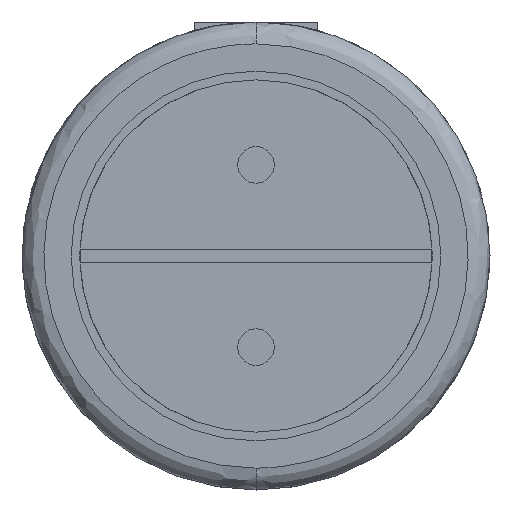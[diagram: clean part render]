
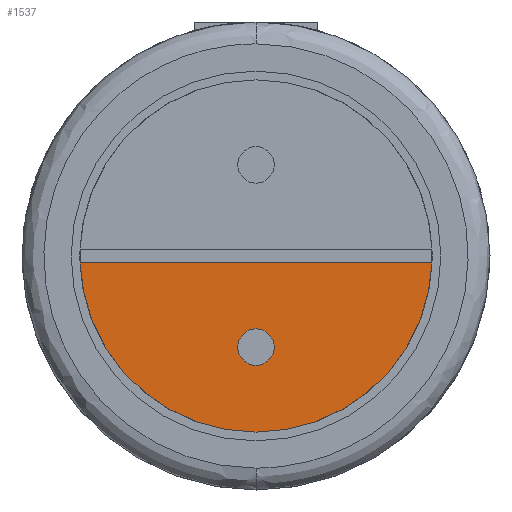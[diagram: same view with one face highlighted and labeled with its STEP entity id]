
A CAD part, front view. The second image highlights one B-rep face of the part: STEP entity #1537.
In plain terms, the highlighted planar face has unit normal (0, -1, 0).
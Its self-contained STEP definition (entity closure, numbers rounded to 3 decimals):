
#1 = VERTEX_POINT ( 'NONE', #3795 ) ;
#607 = CARTESIAN_POINT ( 'NONE',  ( 0., 0., 0. ) ) ;
#609 = DIRECTION ( 'NONE',  ( 0., 1., 0. ) ) ;
#610 = DIRECTION ( 'NONE',  ( 0., 0., 1. ) ) ;
#623 = CARTESIAN_POINT ( 'NONE',  ( 0., 0., 0. ) ) ;
#627 = DIRECTION ( 'NONE',  ( 0., 1., 0. ) ) ;
#628 = DIRECTION ( 'NONE',  ( 0., 0., 1. ) ) ;
#645 = CARTESIAN_POINT ( 'NONE',  ( 0., 0., -1.25 ) ) ;
#646 = DIRECTION ( 'NONE',  ( 0., 1., 0. ) ) ;
#647 = DIRECTION ( 'NONE',  ( 0., 0., 1. ) ) ;
#718 = CARTESIAN_POINT ( 'NONE',  ( 0., 0., -0.096 ) ) ;
#719 = DIRECTION ( 'NONE',  ( -1., 0., 0. ) ) ;
#724 = CARTESIAN_POINT ( 'NONE',  ( 0., 0., -1.25 ) ) ;
#726 = DIRECTION ( 'NONE',  ( 0., 1., 0. ) ) ;
#727 = DIRECTION ( 'NONE',  ( 0., 0., 1. ) ) ;
#820 = CARTESIAN_POINT ( 'NONE',  ( 0., 0., 0. ) ) ;
#821 = PLANE ( 'NONE',  #3367 ) ;
#828 = DIRECTION ( 'NONE',  ( 0., -1., 0. ) ) ;
#829 = DIRECTION ( 'NONE',  ( 0., 0., -1. ) ) ;
#1381 = EDGE_LOOP ( 'NONE', ( #3527, #3528, #3529 ) ) ;
#1433 = AXIS2_PLACEMENT_3D ( 'NONE', #645, #646, #647 ) ;
#1445 = AXIS2_PLACEMENT_3D ( 'NONE', #623, #627, #628 ) ;
#1455 = AXIS2_PLACEMENT_3D ( 'NONE', #607, #609, #610 ) ;
#1462 = AXIS2_PLACEMENT_3D ( 'NONE', #724, #726, #727 ) ;
#1537 = ADVANCED_FACE ( 'NONE', ( #1857, #1859 ), #821, .T. ) ;
#1709 = EDGE_LOOP ( 'NONE', ( #3525, #3526 ) ) ;
#1857 = FACE_BOUND ( 'NONE', #1709, .T. ) ;
#1859 = FACE_OUTER_BOUND ( 'NONE', #1381, .T. ) ;
#2336 = CIRCLE ( 'NONE', #1455, 2.416 ) ;
#2353 = CIRCLE ( 'NONE', #1445, 2.416 ) ;
#2364 = CIRCLE ( 'NONE', #1433, 0.25 ) ;
#2417 = LINE ( 'NONE', #718, #2418 ) ;
#2418 = VECTOR ( 'NONE', #719, 1000. ) ;
#2423 = CIRCLE ( 'NONE', #1462, 0.25 ) ;
#2919 = CARTESIAN_POINT ( 'NONE',  ( 0., 0., -1.5 ) ) ;
#2920 = CARTESIAN_POINT ( 'NONE',  ( 0., 0., -1. ) ) ;
#2923 = CARTESIAN_POINT ( 'NONE',  ( -2.414, 0., -0.096 ) ) ;
#2930 = CARTESIAN_POINT ( 'NONE',  ( 2.414, 0., -0.096 ) ) ;
#3182 = EDGE_CURVE ( 'NONE', #1, #3606, #2336, .T. ) ;
#3191 = EDGE_CURVE ( 'NONE', #3613, #1, #2353, .T. ) ;
#3199 = EDGE_CURVE ( 'NONE', #3603, #3602, #2364, .T. ) ;
#3231 = EDGE_CURVE ( 'NONE', #3613, #3606, #2417, .T. ) ;
#3234 = EDGE_CURVE ( 'NONE', #3602, #3603, #2423, .T. ) ;
#3367 = AXIS2_PLACEMENT_3D ( 'NONE', #820, #828, #829 ) ;
#3525 = ORIENTED_EDGE ( 'NONE', *, *, #3199, .T. ) ;
#3526 = ORIENTED_EDGE ( 'NONE', *, *, #3234, .T. ) ;
#3527 = ORIENTED_EDGE ( 'NONE', *, *, #3231, .T. ) ;
#3528 = ORIENTED_EDGE ( 'NONE', *, *, #3182, .F. ) ;
#3529 = ORIENTED_EDGE ( 'NONE', *, *, #3191, .F. ) ;
#3602 = VERTEX_POINT ( 'NONE', #2919 ) ;
#3603 = VERTEX_POINT ( 'NONE', #2920 ) ;
#3606 = VERTEX_POINT ( 'NONE', #2923 ) ;
#3613 = VERTEX_POINT ( 'NONE', #2930 ) ;
#3795 = CARTESIAN_POINT ( 'NONE',  ( 0., 0., -2.416 ) ) ;
